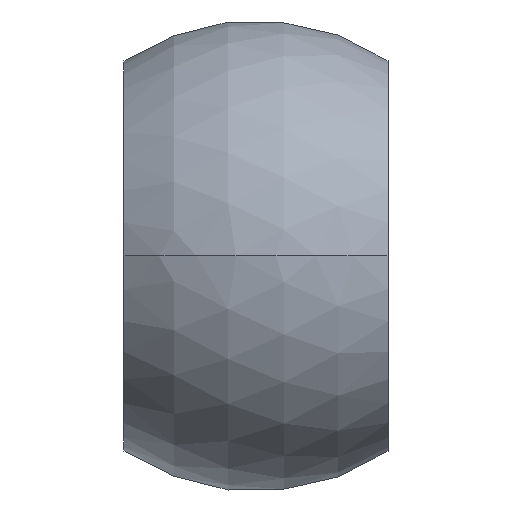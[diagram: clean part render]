
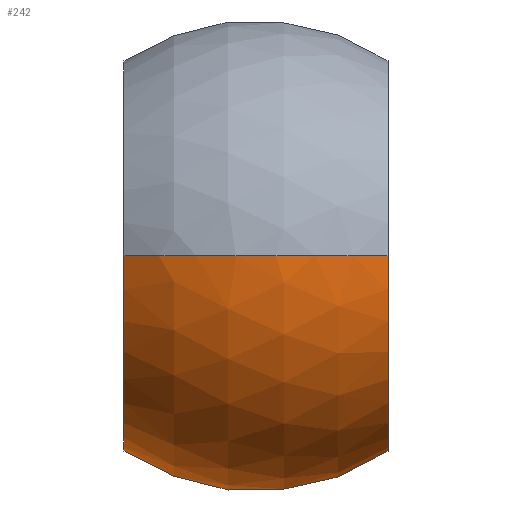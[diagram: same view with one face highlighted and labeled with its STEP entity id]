
A CAD part, left-side view. The second image highlights one B-rep face of the part: STEP entity #242.
In plain terms, the highlighted spherical face has radius 12.5 mm.
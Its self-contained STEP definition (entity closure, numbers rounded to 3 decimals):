
#120=VERTEX_POINT('',#321);
#158=VERTEX_POINT('',#364);
#188=EDGE_CURVE('',#286,#272,#397,.T.);
#192=EDGE_CURVE('',#158,#272,#401,.T.);
#234=EDGE_CURVE('',#120,#158,#446,.T.);
#242=ADVANCED_FACE('',(#457),#458,.T.);
#272=VERTEX_POINT('',#492);
#282=EDGE_CURVE('',#120,#286,#505,.T.);
#286=VERTEX_POINT('',#509);
#321=CARTESIAN_POINT('',(-10.356,7.,0.));
#364=CARTESIAN_POINT('',(-10.356,-7.,0.));
#397=CIRCLE('',#646,8.108);
#401=CIRCLE('',#651,10.356);
#446=CIRCLE('',#751,12.5);
#457=FACE_OUTER_BOUND('',#762,.T.);
#458=SPHERICAL_SURFACE('',#763,12.5);
#492=CARTESIAN_POINT('',(9.514,-7.0,-4.092));
#505=CIRCLE('',#821,10.356);
#509=CARTESIAN_POINT('',(9.514,7.0,-4.092));
#646=AXIS2_PLACEMENT_3D('',#959,#960,#961);
#651=AXIS2_PLACEMENT_3D('',#962,#963,#964);
#751=AXIS2_PLACEMENT_3D('',#1007,#1008,#1009);
#762=EDGE_LOOP('',(#1029,#1030,#1031,#1032));
#763=AXIS2_PLACEMENT_3D('',#1033,#1034,#1035);
#821=AXIS2_PLACEMENT_3D('',#1115,#1116,#1117);
#959=CARTESIAN_POINT('',(9.514,0.,0.));
#960=DIRECTION('',(-1.0,0.,0.));
#961=DIRECTION('',(0.,0.0,-1.0));
#962=CARTESIAN_POINT('',(0.,-7.,0.));
#963=DIRECTION('',(0.0,-1.0,0.0));
#964=DIRECTION('',(1.0,0.0,0.));
#1007=CARTESIAN_POINT('',(0.,0.,0.));
#1008=DIRECTION('',(0.,-0.0,1.0));
#1009=DIRECTION('',(0.0,1.0,0.0));
#1029=ORIENTED_EDGE('',*,*,#234,.F.);
#1030=ORIENTED_EDGE('',*,*,#282,.T.);
#1031=ORIENTED_EDGE('',*,*,#188,.T.);
#1032=ORIENTED_EDGE('',*,*,#192,.F.);
#1033=CARTESIAN_POINT('',(0.,0.,0.));
#1034=DIRECTION('',(0.0,-1.0,0.0));
#1035=DIRECTION('',(-1.0,0.0,0.));
#1115=CARTESIAN_POINT('',(0.,7.,0.));
#1116=DIRECTION('',(0.0,-1.0,0.0));
#1117=DIRECTION('',(1.0,0.0,0.));
